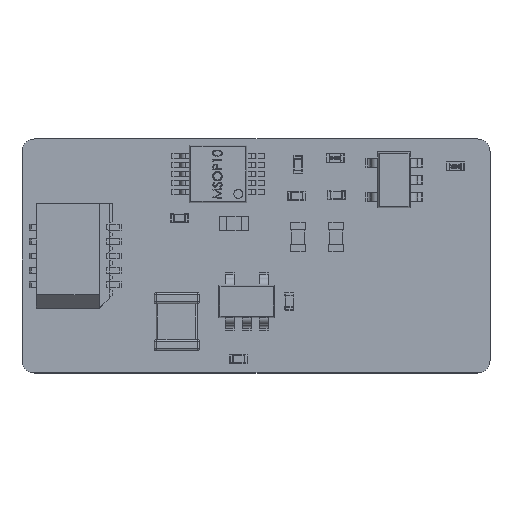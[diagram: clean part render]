
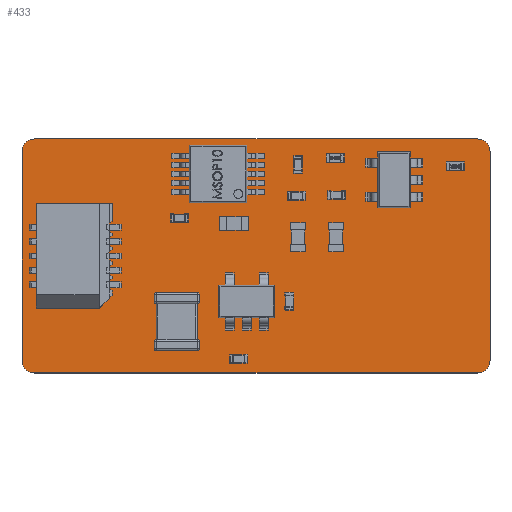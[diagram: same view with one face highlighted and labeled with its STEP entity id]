
A CAD part, top view. The second image highlights one B-rep face of the part: STEP entity #433.
In plain terms, the highlighted planar face has unit normal (0, 0, 1).
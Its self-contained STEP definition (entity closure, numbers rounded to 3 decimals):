
#168 = VERTEX_POINT('',#169);
#169 = CARTESIAN_POINT('',(0.7,0.,
    0.798));
#175 = EDGE_CURVE('',#168,#176,#178,.T.);
#176 = VERTEX_POINT('',#177);
#177 = CARTESIAN_POINT('',(0.,0.7,
    0.798));
#178 = CIRCLE('',#179,0.7);
#179 = AXIS2_PLACEMENT_3D('',#180,#181,#182);
#180 = CARTESIAN_POINT('',(0.7,0.7,0.798));
#181 = DIRECTION('',(0.,0.,-1.));
#182 = DIRECTION('',(0.,-1.,0.));
#208 = EDGE_CURVE('',#176,#209,#211,.T.);
#209 = VERTEX_POINT('',#210);
#210 = CARTESIAN_POINT('',(0.,12.3,
    0.798));
#211 = LINE('',#212,#213);
#212 = CARTESIAN_POINT('',(0.,0.7,0.798));
#213 = VECTOR('',#214,1.);
#214 = DIRECTION('',(0.,1.,0.));
#239 = EDGE_CURVE('',#209,#240,#242,.T.);
#240 = VERTEX_POINT('',#241);
#241 = CARTESIAN_POINT('',(0.7,13.,0.798));
#242 = CIRCLE('',#243,0.7);
#243 = AXIS2_PLACEMENT_3D('',#244,#245,#246);
#244 = CARTESIAN_POINT('',(0.7,12.3,0.798));
#245 = DIRECTION('',(0.,0.,-1.));
#246 = DIRECTION('',(-1.,0.,0.));
#272 = EDGE_CURVE('',#240,#273,#275,.T.);
#273 = VERTEX_POINT('',#274);
#274 = CARTESIAN_POINT('',(25.3,13.,0.798));
#275 = LINE('',#276,#277);
#276 = CARTESIAN_POINT('',(0.7,13.,0.798));
#277 = VECTOR('',#278,1.);
#278 = DIRECTION('',(1.,0.,0.));
#303 = EDGE_CURVE('',#273,#304,#306,.T.);
#304 = VERTEX_POINT('',#305);
#305 = CARTESIAN_POINT('',(26.,12.3,0.798));
#306 = CIRCLE('',#307,0.7);
#307 = AXIS2_PLACEMENT_3D('',#308,#309,#310);
#308 = CARTESIAN_POINT('',(25.3,12.3,0.798));
#309 = DIRECTION('',(0.,0.,-1.));
#310 = DIRECTION('',(0.,1.,0.));
#336 = EDGE_CURVE('',#304,#337,#339,.T.);
#337 = VERTEX_POINT('',#338);
#338 = CARTESIAN_POINT('',(26.,0.7,0.798));
#339 = LINE('',#340,#341);
#340 = CARTESIAN_POINT('',(26.,12.3,0.798));
#341 = VECTOR('',#342,1.);
#342 = DIRECTION('',(0.,-1.,0.));
#367 = EDGE_CURVE('',#337,#368,#370,.T.);
#368 = VERTEX_POINT('',#369);
#369 = CARTESIAN_POINT('',(25.3,0.,
    0.798));
#370 = CIRCLE('',#371,0.7);
#371 = AXIS2_PLACEMENT_3D('',#372,#373,#374);
#372 = CARTESIAN_POINT('',(25.3,0.7,0.798));
#373 = DIRECTION('',(0.,0.,-1.));
#374 = DIRECTION('',(1.,0.,0.));
#400 = EDGE_CURVE('',#368,#168,#401,.T.);
#401 = LINE('',#402,#403);
#402 = CARTESIAN_POINT('',(25.3,0.,0.798));
#403 = VECTOR('',#404,1.);
#404 = DIRECTION('',(-1.,0.,0.));
#433 = ADVANCED_FACE('',(#434),#444,.T.);
#434 = FACE_BOUND('',#435,.F.);
#435 = EDGE_LOOP('',(#436,#437,#438,#439,#440,#441,#442,#443));
#436 = ORIENTED_EDGE('',*,*,#175,.T.);
#437 = ORIENTED_EDGE('',*,*,#208,.T.);
#438 = ORIENTED_EDGE('',*,*,#239,.T.);
#439 = ORIENTED_EDGE('',*,*,#272,.T.);
#440 = ORIENTED_EDGE('',*,*,#303,.T.);
#441 = ORIENTED_EDGE('',*,*,#336,.T.);
#442 = ORIENTED_EDGE('',*,*,#367,.T.);
#443 = ORIENTED_EDGE('',*,*,#400,.T.);
#444 = PLANE('',#445);
#445 = AXIS2_PLACEMENT_3D('',#446,#447,#448);
#446 = CARTESIAN_POINT('',(0.7,0.,
    0.798));
#447 = DIRECTION('',(0.,0.,1.));
#448 = DIRECTION('',(1.,0.,0.));
